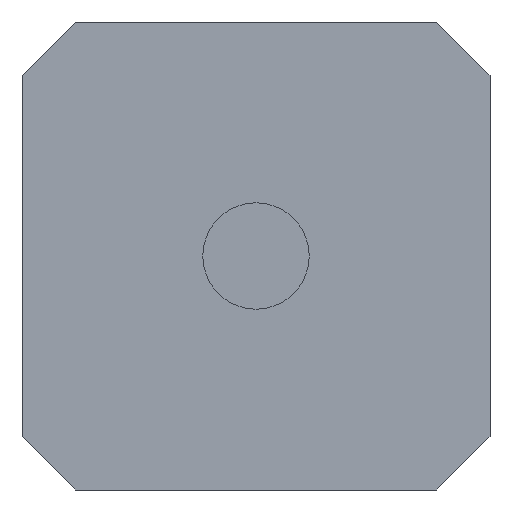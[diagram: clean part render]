
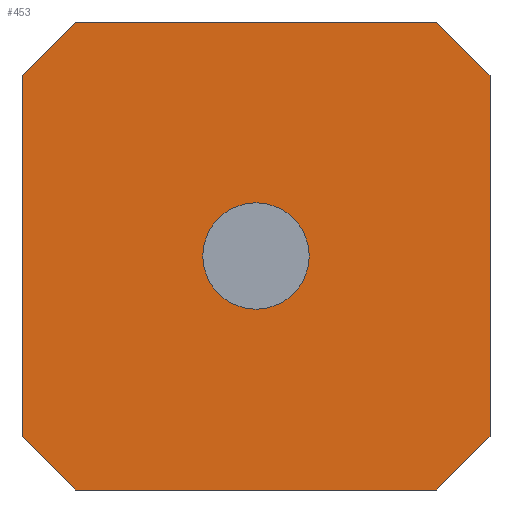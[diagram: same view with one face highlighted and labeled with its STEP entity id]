
A CAD part, front view. The second image highlights one B-rep face of the part: STEP entity #453.
In plain terms, the highlighted planar face has unit normal (0, -1, 0).
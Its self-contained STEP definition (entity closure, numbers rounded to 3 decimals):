
#20=FACE_BOUND('',#106,.T.);
#43=PLANE('',#512);
#71=FACE_OUTER_BOUND('',#105,.T.);
#105=EDGE_LOOP('',(#388,#389,#390,#391,#392,#393,#394,#395));
#106=EDGE_LOOP('',(#396));
#121=LINE('',#724,#157);
#130=LINE('',#742,#166);
#132=LINE('',#746,#168);
#135=LINE('',#752,#171);
#138=LINE('',#757,#174);
#140=LINE('',#761,#176);
#141=LINE('',#763,#177);
#142=LINE('',#765,#178);
#157=VECTOR('',#601,10.);
#166=VECTOR('',#614,10.);
#168=VECTOR('',#618,10.);
#171=VECTOR('',#623,10.);
#174=VECTOR('',#628,10.);
#176=VECTOR('',#632,10.);
#177=VECTOR('',#635,10.);
#178=VECTOR('',#638,10.);
#179=CIRCLE('',#469,4.);
#196=VERTEX_POINT('',#643);
#218=VERTEX_POINT('',#721);
#219=VERTEX_POINT('',#723);
#226=VERTEX_POINT('',#741);
#227=VERTEX_POINT('',#745);
#228=VERTEX_POINT('',#749);
#229=VERTEX_POINT('',#751);
#230=VERTEX_POINT('',#755);
#231=VERTEX_POINT('',#759);
#232=EDGE_CURVE('',#196,#196,#179,.T.);
#265=EDGE_CURVE('',#218,#219,#121,.T.);
#274=EDGE_CURVE('',#226,#219,#130,.T.);
#276=EDGE_CURVE('',#226,#227,#132,.T.);
#279=EDGE_CURVE('',#228,#229,#135,.T.);
#282=EDGE_CURVE('',#228,#230,#138,.T.);
#284=EDGE_CURVE('',#231,#230,#140,.T.);
#285=EDGE_CURVE('',#231,#227,#141,.T.);
#286=EDGE_CURVE('',#218,#229,#142,.T.);
#388=ORIENTED_EDGE('',*,*,#265,.F.);
#389=ORIENTED_EDGE('',*,*,#286,.T.);
#390=ORIENTED_EDGE('',*,*,#279,.F.);
#391=ORIENTED_EDGE('',*,*,#282,.T.);
#392=ORIENTED_EDGE('',*,*,#284,.F.);
#393=ORIENTED_EDGE('',*,*,#285,.T.);
#394=ORIENTED_EDGE('',*,*,#276,.F.);
#395=ORIENTED_EDGE('',*,*,#274,.T.);
#396=ORIENTED_EDGE('',*,*,#232,.T.);
#453=ADVANCED_FACE('',(#71,#20),#43,.F.);
#469=AXIS2_PLACEMENT_3D('',#644,#517,#518);
#512=AXIS2_PLACEMENT_3D('',#766,#639,#640);
#517=DIRECTION('center_axis',(0.,1.,0.));
#518=DIRECTION('ref_axis',(1.,0.,0.));
#601=DIRECTION('',(0.707,0.,0.707));
#614=DIRECTION('',(-1.,0.,0.));
#618=DIRECTION('',(0.707,0.,-0.707));
#623=DIRECTION('',(-0.707,0.,0.707));
#628=DIRECTION('',(1.,0.,0.));
#632=DIRECTION('',(-0.707,0.,-0.707));
#635=DIRECTION('',(0.,0.,1.));
#638=DIRECTION('',(0.,0.,-1.));
#639=DIRECTION('center_axis',(0.,1.,0.));
#640=DIRECTION('ref_axis',(1.,0.,0.));
#643=CARTESIAN_POINT('',(-4.,0.,0.));
#644=CARTESIAN_POINT('Origin',(0.,0.,0.));
#721=CARTESIAN_POINT('',(-17.6,0.,13.6));
#723=CARTESIAN_POINT('',(-13.6,0.,17.6));
#724=CARTESIAN_POINT('',(-15.6,0.,15.6));
#741=CARTESIAN_POINT('',(13.6,0.,17.6));
#742=CARTESIAN_POINT('',(17.6,0.,17.6));
#745=CARTESIAN_POINT('',(17.6,0.,13.6));
#746=CARTESIAN_POINT('',(15.6,0.,15.6));
#749=CARTESIAN_POINT('',(-13.6,0.,-17.6));
#751=CARTESIAN_POINT('',(-17.6,0.,-13.6));
#752=CARTESIAN_POINT('',(-15.6,0.,-15.6));
#755=CARTESIAN_POINT('',(13.6,0.,-17.6));
#757=CARTESIAN_POINT('',(-17.6,0.,-17.6));
#759=CARTESIAN_POINT('',(17.6,0.,-13.6));
#761=CARTESIAN_POINT('',(15.6,0.,-15.6));
#763=CARTESIAN_POINT('',(17.6,0.,-17.6));
#765=CARTESIAN_POINT('',(-17.6,0.,17.6));
#766=CARTESIAN_POINT('Origin',(0.,0.,0.));
